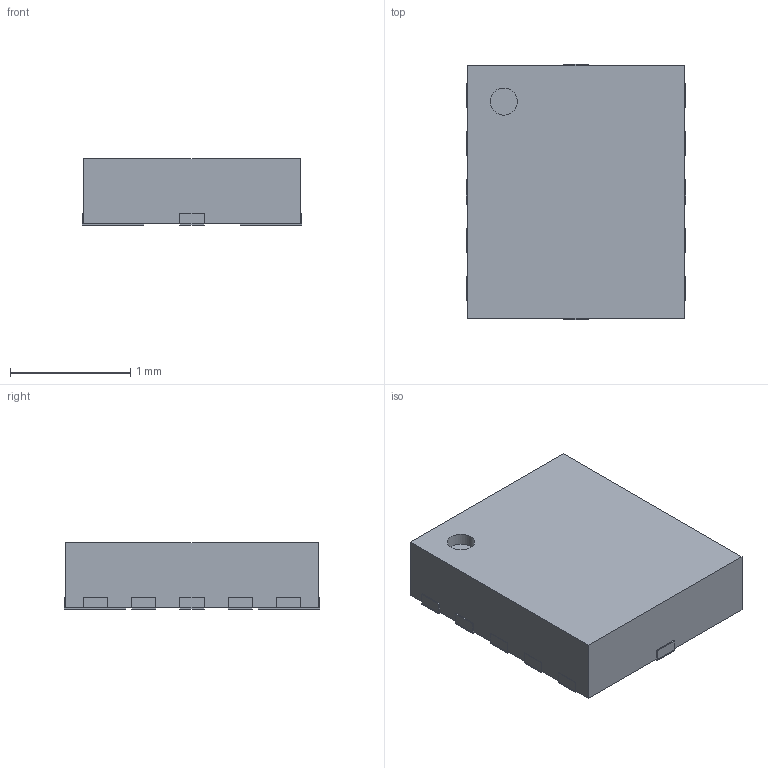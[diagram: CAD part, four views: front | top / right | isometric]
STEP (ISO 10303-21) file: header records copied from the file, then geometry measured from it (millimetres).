
FILE_DESCRIPTION(('Open CASCADE Model'),'2;1');
FILE_NAME('Open CASCADE Shape Model','2022-09-13T06:29:34',('Author'),( 'Open CASCADE'),'Open CASCADE STEP processor 6.8','Open CASCADE 6.8' ,'Unknown');
FILE_SCHEMA(('AUTOMOTIVE_DESIGN_CC2 { 1 2 10303 214 -1 1 5 4 }'));
Length unit declared in the file: millimetre
Products named in the file (6): UQFN12.step; Open CASCADE STEP translator 6.8 14.1; Body; Open CASCADE STEP translator 6.8 14.2.1; Pin_Shape; Open CASCADE STEP translator 6.8 14.3.1
Assembly tree (16 placements, depth 3):
  UQFN12.step
    Open CASCADE STEP translator 6.8 14.1
    Body
      Open CASCADE STEP translator 6.8 14.2.1
    Pin_Shape  x12
      Open CASCADE STEP translator 6.8 14.3.1
Bounding box: 1.82 x 2.12 x 0.55 mm (x, y, z)
Volume: 2.1 mm3; surface area: 15 mm2
Topology: 13 solids, 14 shells, 177 faces, 352 edges, 203 vertices
Faces by surface type: plane 176, cylinder 1
Full cylindrical faces by diameter (mm): 0.225 x1
Entity records: 1350 total; most frequent: DIRECTION 211, CARTESIAN_POINT 206, LINE 123, VECTOR 123, ORIENTED_EDGE 87, PCURVE 87, DEFINITIONAL_REPRESENTATION 87, EDGE_CURVE 44
